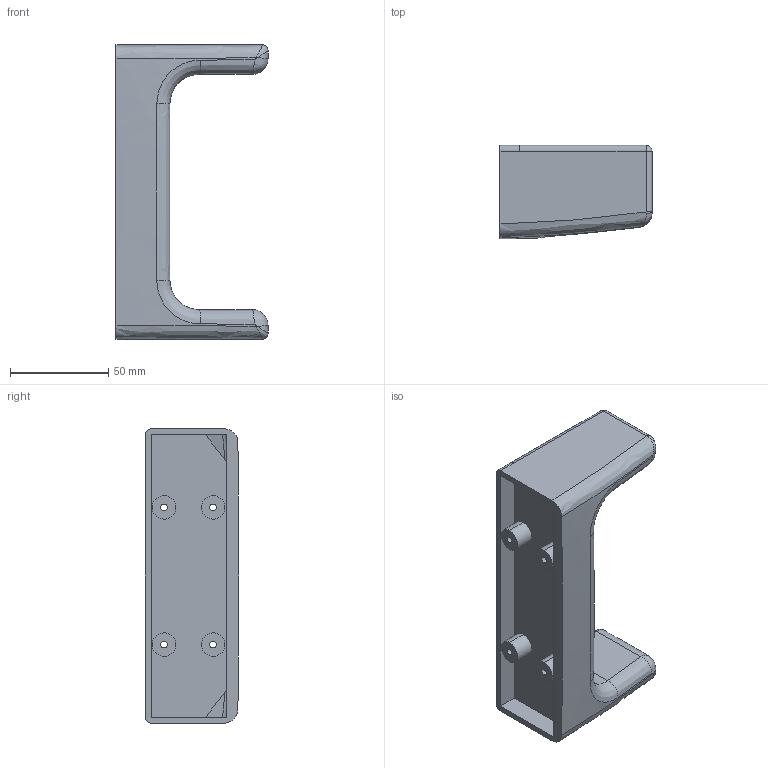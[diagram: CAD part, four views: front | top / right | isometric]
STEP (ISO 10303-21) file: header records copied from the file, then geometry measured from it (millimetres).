
FILE_DESCRIPTION (( 'STEP AP214' ), '1' );
FILE_NAME ('HEL-04-03003-00.step', '2023-07-25T09:14:00', ( '' ), ( '' ), 'SwSTEP 2.0', 'SolidWorks 2021', '' );
FILE_SCHEMA (( 'AUTOMOTIVE_DESIGN' ));
Length unit declared in the file: millimetre
Products named in the file (1): HEL-04-03003-00
Bounding box: 77.5 x 47.5 x 150 mm (x, y, z)
Volume: 205574.4 mm3; surface area: 40464.2 mm2
Topology: 1 solids, 1 shells, 87 faces, 202 edges, 122 vertices
Faces by surface type: cylinder 39, plane 22, bspline 19, torus 5, sphere 2
Entity records: 3336 total; most frequent: CARTESIAN_POINT 1416, ORIENTED_EDGE 396, DIRECTION 379, EDGE_CURVE 198, AXIS2_PLACEMENT_3D 155, VERTEX_POINT 122, EDGE_LOOP 104, FACE_OUTER_BOUND 87
